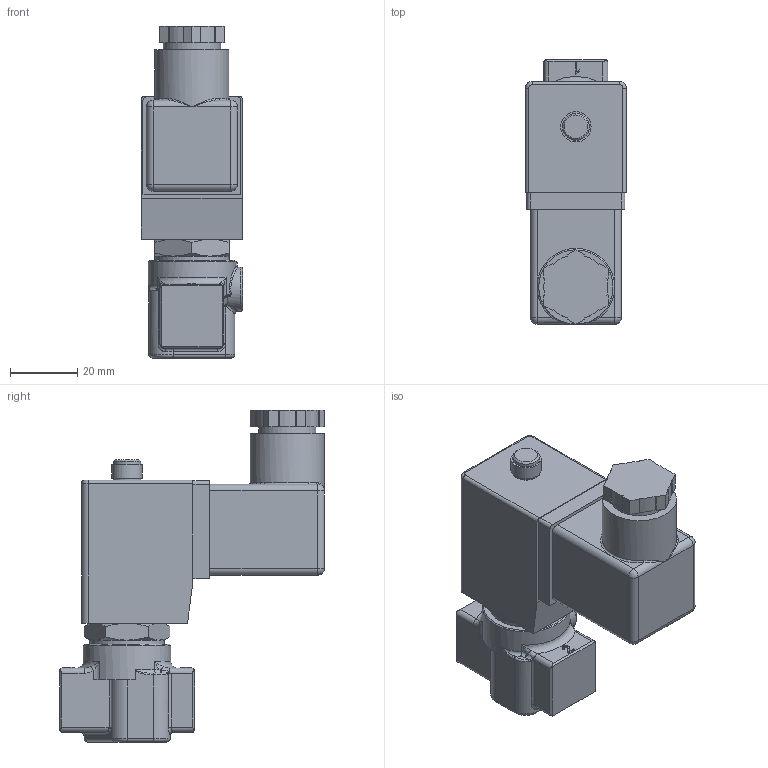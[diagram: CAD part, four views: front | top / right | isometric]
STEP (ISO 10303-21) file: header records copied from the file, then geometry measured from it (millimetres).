
FILE_DESCRIPTION(/* description */ ('3D-Modell'),/* implementation_level */ '2;1');
FILE_NAME(/* name */ '072.000479_A7242-1002-.032.stp',/* time_stamp */ '2018-05-22T14:40:37+02:00',/* author */ ('EFast'),/* organization */ (''),/* preprocessor_version */ 'ST-DEVELOPER v16.1',/* originating_system */ 'Autodesk Inventor 2016',/* authorisation */ '');
FILE_SCHEMA (('AUTOMOTIVE_DESIGN { 1 0 10303 214 3 1 1 }'));
Length unit declared in the file: millimetre
Products named in the file (1): 87-022564
Bounding box: 29.95 x 78.5 x 98.4 mm (x, y, z)
Volume: 102503.5 mm3; surface area: 17513.9 mm2
Topology: 1 solids, 1 shells, 251 faces, 625 edges, 372 vertices
Faces by surface type: plane 98, cylinder 65, bspline 49, torus 19, cone 15, sphere 5
Full cylindrical faces by diameter (mm): 8 x1, 8.5 x1, 9 x1, 13 x1, 17 x1, 22 x2
Entity records: 8328 total; most frequent: CARTESIAN_POINT 2782, ORIENTED_EDGE 1192, DIRECTION 1072, EDGE_CURVE 596, AXIS2_PLACEMENT_3D 398, VERTEX_POINT 368, LINE 276, VECTOR 276
